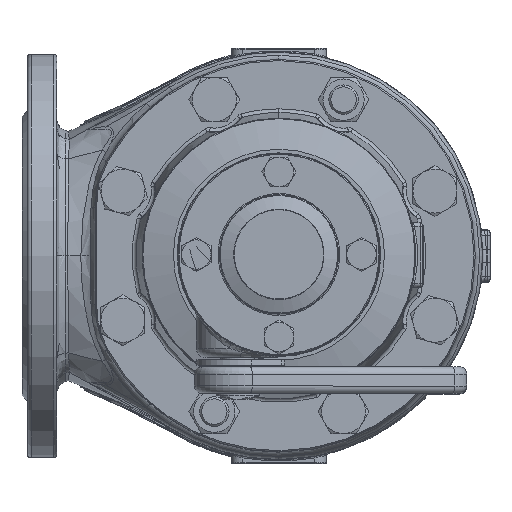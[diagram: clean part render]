
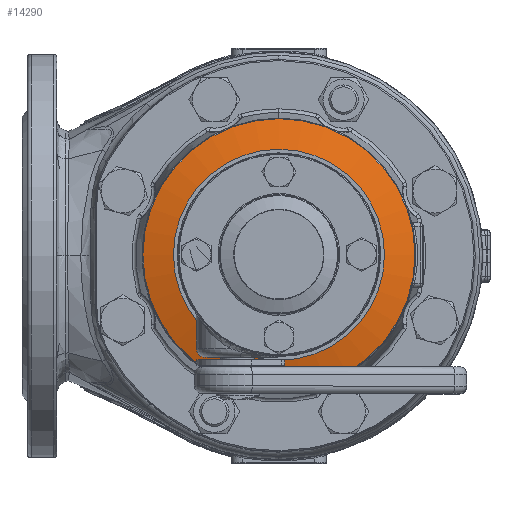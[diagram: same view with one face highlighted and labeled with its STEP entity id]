
A CAD part, top view. The second image highlights one B-rep face of the part: STEP entity #14290.
In plain terms, the highlighted conical face has half-angle 75 degrees and reference radius 57.5 mm.
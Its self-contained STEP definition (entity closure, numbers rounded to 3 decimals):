
#14121=CARTESIAN_POINT('',(-0.,-74.129,383.294));
#14122=VERTEX_POINT('',#14121);
#14149=CARTESIAN_POINT('',(-0.,74.129,383.294));
#14150=VERTEX_POINT('',#14149);
#14151=CARTESIAN_POINT('',(0.,-0.,383.294));
#14152=DIRECTION('',(0.,-0.,1.));
#14153=DIRECTION('',(0.,-1.,-0.));
#14154=AXIS2_PLACEMENT_3D('',#14151,#14152,#14153);
#14155=CIRCLE('',#14154,74.129);
#14156=EDGE_CURVE('NONE',#14150,#14122,#14155,.T.);
#14158=CARTESIAN_POINT('',(0.,-0.,383.294));
#14159=DIRECTION('',(0.,-0.,1.));
#14160=DIRECTION('',(0.,-1.,-0.));
#14161=AXIS2_PLACEMENT_3D('',#14158,#14159,#14160);
#14162=CIRCLE('',#14161,74.129);
#14163=EDGE_CURVE('NONE',#14122,#14150,#14162,.T.);
#14256=CARTESIAN_POINT('',(0.,-0.,387.75));
#14257=DIRECTION('',(0.,0.,-1.));
#14258=DIRECTION('',(0.,1.,0.));
#14259=AXIS2_PLACEMENT_3D('',#14256,#14257,#14258);
#14260=CONICAL_SURFACE('',#14259,57.5,75.);
#14261=CARTESIAN_POINT('',(-0.,57.5,387.75));
#14262=VERTEX_POINT('',#14261);
#14263=CARTESIAN_POINT('',(0.,74.129,383.294));
#14264=DIRECTION('',(-0.,-0.966,0.259));
#14265=VECTOR('',#14264,17.216);
#14266=LINE('',#14263,#14265);
#14267=EDGE_CURVE('',#14150,#14262,#14266,.T.);
#14268=ORIENTED_EDGE('',*,*,#14267,.T.);
#14269=CARTESIAN_POINT('',(0.,-57.5,387.75));
#14270=VERTEX_POINT('',#14269);
#14271=CARTESIAN_POINT('',(0.,-0.,387.75));
#14272=DIRECTION('',(0.,0.,-1.));
#14273=DIRECTION('',(0.,1.,0.));
#14274=AXIS2_PLACEMENT_3D('',#14271,#14272,#14273);
#14275=CIRCLE('',#14274,57.5);
#14276=EDGE_CURVE('NONE',#14262,#14270,#14275,.T.);
#14277=ORIENTED_EDGE('',*,*,#14276,.T.);
#14278=CARTESIAN_POINT('',(0.,-0.,387.75));
#14279=DIRECTION('',(0.,0.,-1.));
#14280=DIRECTION('',(0.,1.,0.));
#14281=AXIS2_PLACEMENT_3D('',#14278,#14279,#14280);
#14282=CIRCLE('',#14281,57.5);
#14283=EDGE_CURVE('NONE',#14270,#14262,#14282,.T.);
#14284=ORIENTED_EDGE('',*,*,#14283,.T.);
#14285=ORIENTED_EDGE('',*,*,#14267,.F.);
#14286=ORIENTED_EDGE('',*,*,#14156,.T.);
#14287=ORIENTED_EDGE('',*,*,#14163,.T.);
#14288=EDGE_LOOP('',(#14268,#14277,#14284,#14285,#14286,#14287));
#14289=FACE_BOUND('',#14288,.T.);
#14290=ADVANCED_FACE('NONE',(#14289),#14260,.T.);
